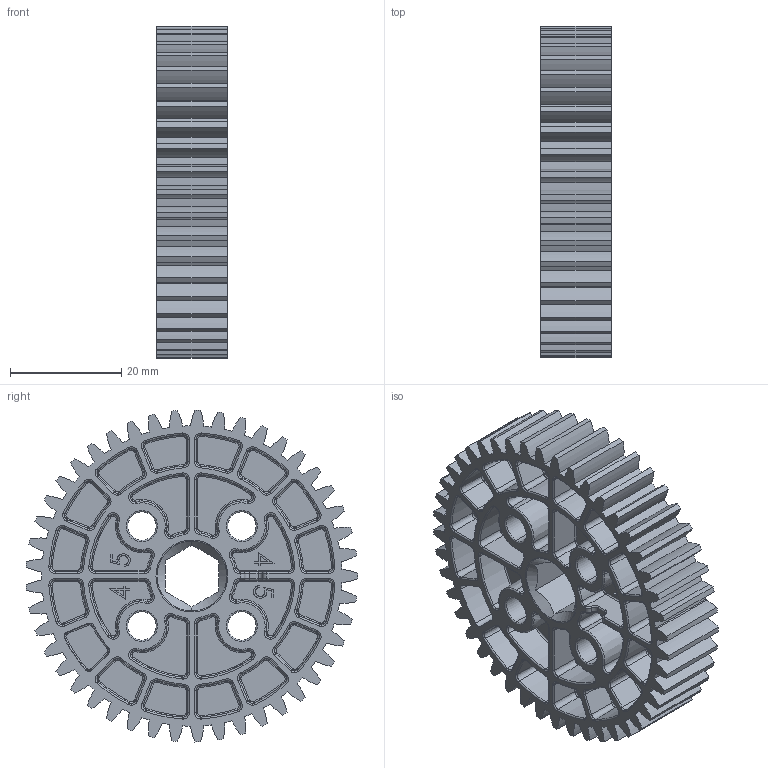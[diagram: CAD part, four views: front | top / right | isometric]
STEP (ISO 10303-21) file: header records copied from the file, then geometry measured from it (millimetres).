
FILE_DESCRIPTION (( 'STEP AP214' ), '1' );
FILE_NAME ('am-5020_45 45T 20DP 14.5PA 0.50 IN FW 0.375 Hex Gear.STEP', '2024-10-02T19:09:52', ( '' ), ( '' ), 'SwSTEP 2.0', 'SolidWorks 2024', '' );
FILE_SCHEMA (( 'AUTOMOTIVE_DESIGN' ));
Length unit declared in the file: inch
Products named in the file (1): am-5020_45 45T 20DP 14.5PA 0.50 IN FW 0.375 Hex Gear
Bounding box: 12.7 x 59.65 x 59.68 mm (x, y, z)
Volume: 16938.2 mm3; surface area: 17939.5 mm2
Topology: 1 solids, 1 shells, 1739 faces, 4201 edges, 2522 vertices
Faces by surface type: torus 733, cylinder 368, cone 364, plane 226, bspline 48
Entity records: 53557 total; most frequent: CARTESIAN_POINT 11063, DIRECTION 10312, ORIENTED_EDGE 8402, AXIS2_PLACEMENT_3D 4531, EDGE_CURVE 4201, CIRCLE 2839, VERTEX_POINT 2522, EDGE_LOOP 1807
